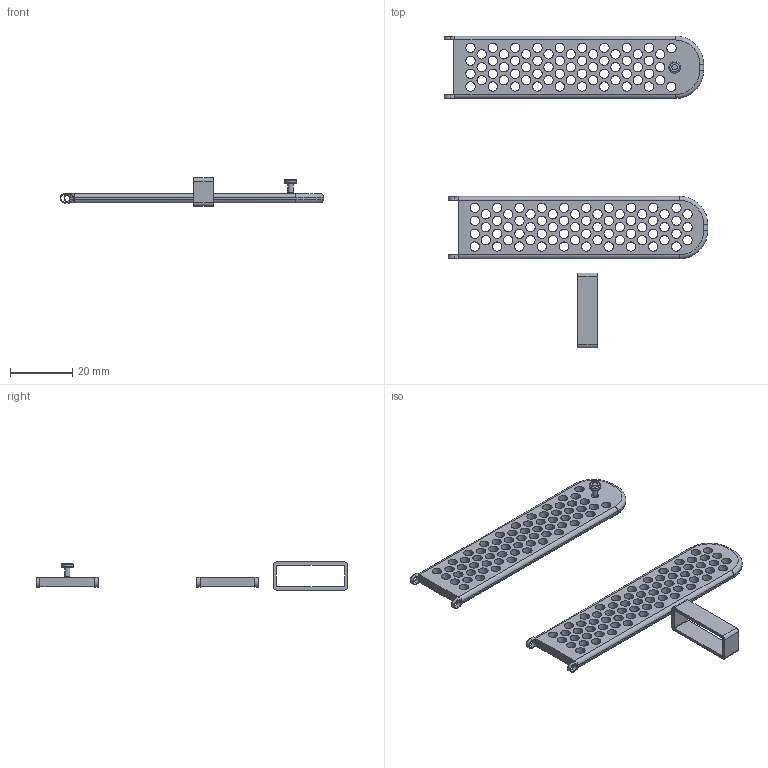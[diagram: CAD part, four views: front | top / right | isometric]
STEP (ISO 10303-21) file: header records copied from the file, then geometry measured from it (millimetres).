
FILE_DESCRIPTION(/* description */ ('STEP AP242 Edition 2','CAx-IF Rec.Pracs.---Representation and Presentation of Product Manufacturing Information (PMI)---4.0---2014-10-13','CAx-IF Rec.Pracs.---3D Tessellated Geometry---0.4---2014-09-14','2;1','CAx-IF Rec.Pracs.---User Defined Attributes---1.5---2016-08-15'),/* implementation_level */ '2;1');
FILE_NAME(/* name */ '69571d195f91b65be381d5c7',/* time_stamp */ '2026-01-02T01:19:22Z',/* author */ (''),/* organization */ (''),/* preprocessor_version */ 'ST-DEVELOPER v20',/* originating_system */ 'ONSHAPE BY PTC INC, 1.208',/* authorisation */ ' ');
FILE_SCHEMA (('AP242_MANAGED_MODEL_BASED_3D_ENGINEERING_MIM_LF { 1 0 10303 442 3 1 4 }'));
Length unit declared in the file: metre
Products named in the file (4): Part 3; Part 2; Part 4; Part 1
Bounding box: 84.4 x 99.92 x 9 mm (x, y, z)
Volume: 6714.5 mm3; surface area: 9992.8 mm2
Topology: 4 solids, 4 shells, 232 faces, 638 edges, 415 vertices
Faces by surface type: cylinder 170, plane 50, torus 12
Full cylindrical faces by diameter (mm): 1.692 x2, 2.719 x4, 3 x135, 3.756 x1
Entity records: 7410 total; most frequent: DIRECTION 1314, CARTESIAN_POINT 1131, ORIENTED_EDGE 972, EDGE_LOOP 661, FACE_BOUND 661, AXIS2_PLACEMENT_3D 592, EDGE_CURVE 486, VERTEX_POINT 409
